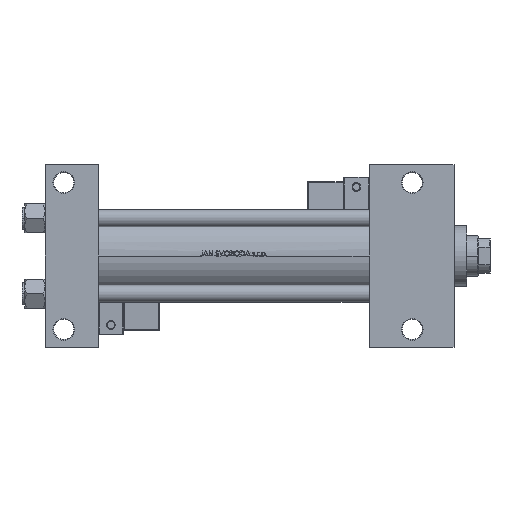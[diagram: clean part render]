
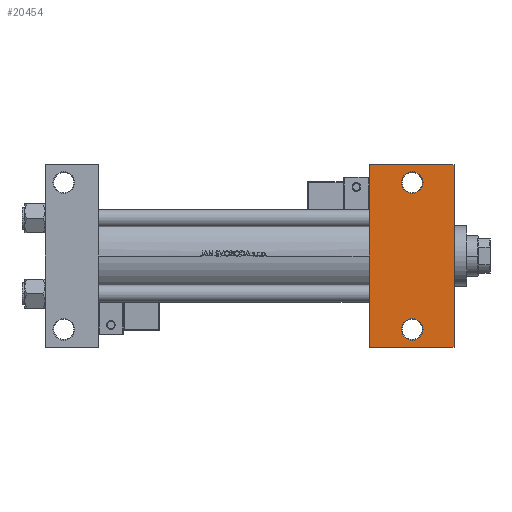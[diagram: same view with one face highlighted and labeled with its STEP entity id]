
A CAD part, front view. The second image highlights one B-rep face of the part: STEP entity #20454.
In plain terms, the highlighted face is planar.
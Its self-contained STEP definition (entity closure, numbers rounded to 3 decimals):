
#663 = AXIS2_PLACEMENT_3D ( 'NONE', #6671, #22755, #42699 ) ;
#1196 = VERTEX_POINT ( 'NONE', #34031 ) ;
#1815 = AXIS2_PLACEMENT_3D ( 'NONE', #12033, #46768, #39000 ) ;
#2549 = VERTEX_POINT ( 'NONE', #43541 ) ;
#2782 = EDGE_CURVE ( 'NONE', #28220, #51240, #18892, .T. ) ;
#3009 = CARTESIAN_POINT ( 'NONE',  ( 284., 63.5, -37.5 ) ) ;
#4685 = DIRECTION ( 'NONE',  ( 0., -1., 0. ) ) ;
#4718 = EDGE_CURVE ( 'NONE', #7746, #28411, #48340, .T. ) ;
#4742 = DIRECTION ( 'NONE',  ( -1., 0., 0. ) ) ;
#4964 = CARTESIAN_POINT ( 'NONE',  ( 225., 63.5, -37.5 ) ) ;
#5053 = VERTEX_POINT ( 'NONE', #35328 ) ;
#5669 = AXIS2_PLACEMENT_3D ( 'NONE', #47539, #20590, #4742 ) ;
#6592 = ORIENTED_EDGE ( 'NONE', *, *, #47847, .T. ) ;
#6671 = CARTESIAN_POINT ( 'NONE',  ( 255., 51., -37.5 ) ) ;
#6781 = ORIENTED_EDGE ( 'NONE', *, *, #39791, .T. ) ;
#7372 = VECTOR ( 'NONE', #8921, 1000. ) ;
#7746 = VERTEX_POINT ( 'NONE', #4964 ) ;
#7870 = FACE_BOUND ( 'NONE', #32998, .T. ) ;
#8004 = LINE ( 'NONE', #23595, #47133 ) ;
#8031 = EDGE_LOOP ( 'NONE', ( #15223, #6592 ) ) ;
#8921 = DIRECTION ( 'NONE',  ( 1., 0., 0. ) ) ;
#9227 = DIRECTION ( 'NONE',  ( 0., 0., 1. ) ) ;
#9895 = CARTESIAN_POINT ( 'NONE',  ( 262.5, -51., -37.5 ) ) ;
#10678 = EDGE_LOOP ( 'NONE', ( #36505, #12832, #6781, #10862 ) ) ;
#10862 = ORIENTED_EDGE ( 'NONE', *, *, #43532, .T. ) ;
#11613 = VERTEX_POINT ( 'NONE', #9895 ) ;
#12033 = CARTESIAN_POINT ( 'NONE',  ( 284., 37.5, -37.5 ) ) ;
#12832 = ORIENTED_EDGE ( 'NONE', *, *, #4718, .T. ) ;
#12991 = CARTESIAN_POINT ( 'NONE',  ( 225., 37.5, -37.5 ) ) ;
#13121 = DIRECTION ( 'NONE',  ( -1., 0., 0. ) ) ;
#13579 = CARTESIAN_POINT ( 'NONE',  ( 225., 63.5, -37.5 ) ) ;
#13855 = VECTOR ( 'NONE', #15875, 1000. ) ;
#15155 = PLANE ( 'NONE',  #1815 ) ;
#15223 = ORIENTED_EDGE ( 'NONE', *, *, #42131, .T. ) ;
#15875 = DIRECTION ( 'NONE',  ( 0., -1., 0. ) ) ;
#16132 = LINE ( 'NONE', #28051, #42851 ) ;
#18892 = CIRCLE ( 'NONE', #663, 7.5 ) ;
#20454 = ADVANCED_FACE ( 'NONE', ( #7870, #22939, #50671 ), #15155, .T. ) ;
#20590 = DIRECTION ( 'NONE',  ( 0., 0., 1. ) ) ;
#22755 = DIRECTION ( 'NONE',  ( 0., 0., 1. ) ) ;
#22939 = FACE_BOUND ( 'NONE', #8031, .T. ) ;
#23595 = CARTESIAN_POINT ( 'NONE',  ( 225., -63.5, -37.5 ) ) ;
#24883 = CARTESIAN_POINT ( 'NONE',  ( 255., -51., -37.5 ) ) ;
#25573 = CIRCLE ( 'NONE', #5669, 7.5 ) ;
#26574 = AXIS2_PLACEMENT_3D ( 'NONE', #36462, #9227, #13121 ) ;
#27998 = DIRECTION ( 'NONE',  ( 0., 0., 1. ) ) ;
#28051 = CARTESIAN_POINT ( 'NONE',  ( 284., 37.5, -37.5 ) ) ;
#28220 = VERTEX_POINT ( 'NONE', #31364 ) ;
#28411 = VERTEX_POINT ( 'NONE', #3009 ) ;
#30663 = LINE ( 'NONE', #12991, #13855 ) ;
#31179 = ORIENTED_EDGE ( 'NONE', *, *, #2782, .T. ) ;
#31364 = CARTESIAN_POINT ( 'NONE',  ( 262.5, 51., -37.5 ) ) ;
#31530 = CIRCLE ( 'NONE', #26574, 7.5 ) ;
#32998 = EDGE_LOOP ( 'NONE', ( #48036, #31179 ) ) ;
#34031 = CARTESIAN_POINT ( 'NONE',  ( 284., -63.5, -37.5 ) ) ;
#35328 = CARTESIAN_POINT ( 'NONE',  ( 225., -63.5, -37.5 ) ) ;
#35504 = DIRECTION ( 'NONE',  ( -1., 0., 0. ) ) ;
#36462 = CARTESIAN_POINT ( 'NONE',  ( 255., 51., -37.5 ) ) ;
#36505 = ORIENTED_EDGE ( 'NONE', *, *, #39764, .F. ) ;
#39000 = DIRECTION ( 'NONE',  ( -1., 0., 0. ) ) ;
#39764 = EDGE_CURVE ( 'NONE', #7746, #5053, #30663, .T. ) ;
#39791 = EDGE_CURVE ( 'NONE', #28411, #1196, #16132, .T. ) ;
#42131 = EDGE_CURVE ( 'NONE', #2549, #11613, #25573, .T. ) ;
#42699 = DIRECTION ( 'NONE',  ( -1., 0., 0. ) ) ;
#42851 = VECTOR ( 'NONE', #4685, 1000. ) ;
#43532 = EDGE_CURVE ( 'NONE', #1196, #5053, #8004, .T. ) ;
#43541 = CARTESIAN_POINT ( 'NONE',  ( 247.5, -51., -37.5 ) ) ;
#43810 = DIRECTION ( 'NONE',  ( -1., 0., 0. ) ) ;
#44393 = CARTESIAN_POINT ( 'NONE',  ( 247.5, 51., -37.5 ) ) ;
#46768 = DIRECTION ( 'NONE',  ( 0., 0., -1. ) ) ;
#47124 = AXIS2_PLACEMENT_3D ( 'NONE', #24883, #27998, #43810 ) ;
#47133 = VECTOR ( 'NONE', #35504, 1000. ) ;
#47539 = CARTESIAN_POINT ( 'NONE',  ( 255., -51., -37.5 ) ) ;
#47847 = EDGE_CURVE ( 'NONE', #11613, #2549, #48000, .T. ) ;
#48000 = CIRCLE ( 'NONE', #47124, 7.5 ) ;
#48036 = ORIENTED_EDGE ( 'NONE', *, *, #50619, .T. ) ;
#48340 = LINE ( 'NONE', #13579, #7372 ) ;
#50619 = EDGE_CURVE ( 'NONE', #51240, #28220, #31530, .T. ) ;
#50671 = FACE_OUTER_BOUND ( 'NONE', #10678, .T. ) ;
#51240 = VERTEX_POINT ( 'NONE', #44393 ) ;
